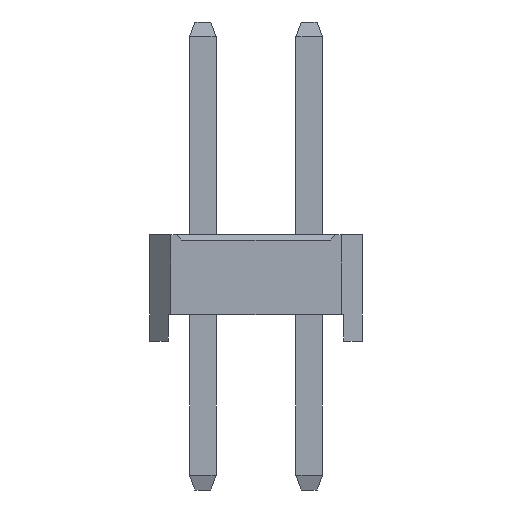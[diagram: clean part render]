
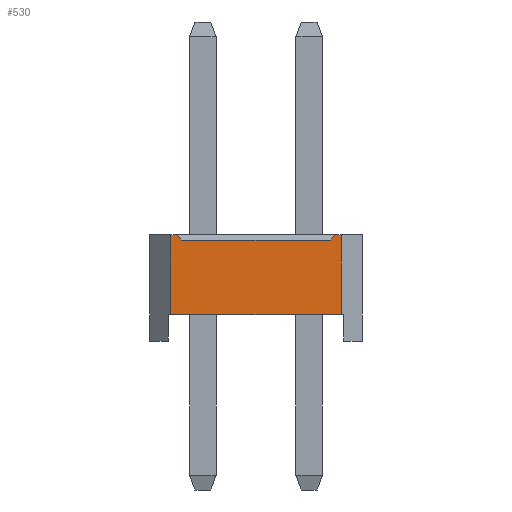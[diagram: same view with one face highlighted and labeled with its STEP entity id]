
A CAD part, left-side view. The second image highlights one B-rep face of the part: STEP entity #530.
In plain terms, the highlighted planar face has unit normal (-1, 0, 0).
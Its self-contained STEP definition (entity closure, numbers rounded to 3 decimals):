
#530=ADVANCED_FACE('',(#2316),#2318,.T.);
#2316=FACE_BOUND('',#2317,.T.);
#2317=EDGE_LOOP('',(#3731,#3732,#3733,#3734,#3735,#3736,#3737,#3738));
#2318=PLANE('',#2319);
#2319=AXIS2_PLACEMENT_3D('',#2320,#2321,#2322);
#2320=CARTESIAN_POINT('',(-1.,2.6,0.));
#2321=DIRECTION('',(-1.,0.,0.));
#2322=DIRECTION('',(0.,-1.,0.));
#3731=ORIENTED_EDGE('',*,*,#4610,.F.);
#3732=ORIENTED_EDGE('',*,*,#4611,.T.);
#3733=ORIENTED_EDGE('',*,*,#4612,.F.);
#3734=ORIENTED_EDGE('',*,*,#4441,.F.);
#3735=ORIENTED_EDGE('',*,*,#4613,.F.);
#3736=ORIENTED_EDGE('',*,*,#4372,.T.);
#3737=ORIENTED_EDGE('',*,*,#4609,.T.);
#3738=ORIENTED_EDGE('',*,*,#4445,.F.);
#4372=EDGE_CURVE('',#4867,#4865,#4868,.T.);
#4441=EDGE_CURVE('',#5003,#5005,#5006,.T.);
#4445=EDGE_CURVE('',#5011,#5013,#5014,.T.);
#4609=EDGE_CURVE('',#4865,#5013,#5288,.T.);
#4610=EDGE_CURVE('',#5289,#5011,#5290,.F.);
#4611=EDGE_CURVE('',#5289,#5291,#5292,.T.);
#4612=EDGE_CURVE('',#5005,#5291,#5293,.F.);
#4613=EDGE_CURVE('',#4867,#5003,#5294,.T.);
#4865=VERTEX_POINT('',#5666);
#4867=VERTEX_POINT('',#5670);
#4868=LINE('',#5671,#5672);
#5003=VERTEX_POINT('',#5942);
#5005=VERTEX_POINT('',#5946);
#5006=LINE('',#5947,#5948);
#5011=VERTEX_POINT('',#5958);
#5013=VERTEX_POINT('',#5962);
#5014=LINE('',#5963,#5964);
#5288=LINE('',#6565,#6566);
#5289=VERTEX_POINT('',#6568);
#5290=LINE('',#6569,#6570);
#5291=VERTEX_POINT('',#6572);
#5292=LINE('',#6573,#6574);
#5293=LINE('',#6576,#6577);
#5294=LINE('',#6579,#6580);
#5666=CARTESIAN_POINT('',(-1.,-0.6,0.5));
#5670=CARTESIAN_POINT('',(-1.,2.6,0.5));
#5671=CARTESIAN_POINT('',(-1.,2.6,0.5));
#5672=VECTOR('',#5673,1.);
#5673=DIRECTION('',(0.,-1.,0.));
#5942=CARTESIAN_POINT('',(-1.,2.6,2.));
#5946=CARTESIAN_POINT('',(-1.,2.5,2.));
#5947=CARTESIAN_POINT('',(-1.,2.6,2.));
#5948=VECTOR('',#5949,1.);
#5949=DIRECTION('',(0.,-1.,0.));
#5958=CARTESIAN_POINT('',(-1.,-0.5,2.));
#5962=CARTESIAN_POINT('',(-1.,-0.6,2.));
#5963=CARTESIAN_POINT('',(-1.,-0.5,2.));
#5964=VECTOR('',#5965,1.);
#5965=DIRECTION('',(0.,-1.,0.));
#6565=CARTESIAN_POINT('',(-1.,-0.6,0.5));
#6566=VECTOR('',#6567,1.);
#6567=DIRECTION('',(0.,0.,1.));
#6568=CARTESIAN_POINT('',(-1.,-0.4,1.9));
#6569=CARTESIAN_POINT('',(-1.,-0.5,2.));
#6570=VECTOR('',#6571,1.);
#6571=DIRECTION('',(0.,0.707,-0.707));
#6572=CARTESIAN_POINT('',(-1.,2.4,1.9));
#6573=CARTESIAN_POINT('',(-1.,-0.4,1.9));
#6574=VECTOR('',#6575,1.);
#6575=DIRECTION('',(0.,1.,0.));
#6576=CARTESIAN_POINT('',(-1.,2.4,1.9));
#6577=VECTOR('',#6578,1.);
#6578=DIRECTION('',(0.,0.707,0.707));
#6579=CARTESIAN_POINT('',(-1.,2.6,0.5));
#6580=VECTOR('',#6581,1.);
#6581=DIRECTION('',(0.,0.,1.));
